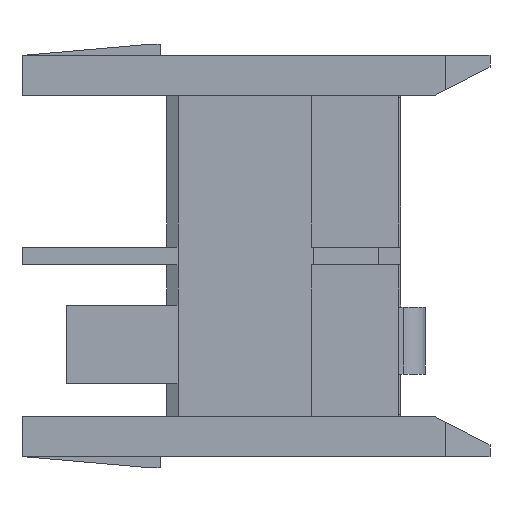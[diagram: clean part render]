
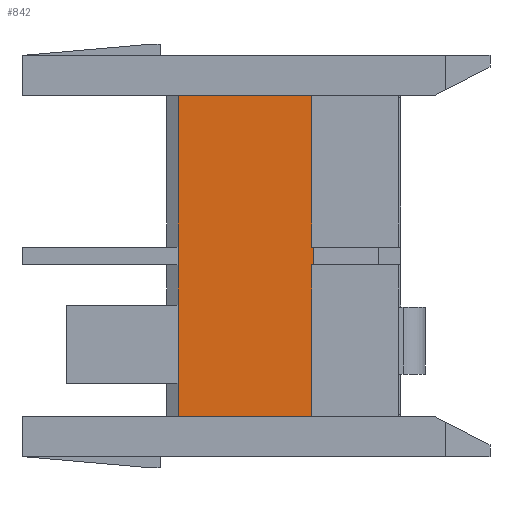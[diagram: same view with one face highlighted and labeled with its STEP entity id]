
A CAD part, front view. The second image highlights one B-rep face of the part: STEP entity #842.
In plain terms, the highlighted planar face has unit normal (0, -1, 0).
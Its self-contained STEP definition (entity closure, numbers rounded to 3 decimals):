
#86 = CARTESIAN_POINT ( 'NONE',  ( 17., 1., 1.8 ) ) ;
#87 = DIRECTION ( 'NONE',  ( 1., 0., 0. ) ) ;
#212 = CARTESIAN_POINT ( 'NONE',  ( 11., 1., 9.4 ) ) ;
#213 = CARTESIAN_POINT ( 'NONE',  ( 11.1, 1., 9.4 ) ) ;
#224 = CARTESIAN_POINT ( 'NONE',  ( 11.1, 1., 8.6 ) ) ;
#225 = CARTESIAN_POINT ( 'NONE',  ( 11., 1., 8.6 ) ) ;
#243 = CARTESIAN_POINT ( 'NONE',  ( 17., 1., 16.2 ) ) ;
#244 = DIRECTION ( 'NONE',  ( -1., 0., 0. ) ) ;
#545 = EDGE_CURVE ( 'NONE', #3893, #3894, #1290, .T. ) ;
#559 = EDGE_CURVE ( 'NONE', #3894, #3905, #1318, .T. ) ;
#563 = EDGE_CURVE ( 'NONE', #3905, #3906, #1326, .T. ) ;
#568 = EDGE_CURVE ( 'NONE', #3016, #3893, #1293, .T. ) ;
#569 = EDGE_CURVE ( 'NONE', #3021, #2902, #1307, .T. ) ;
#572 = EDGE_CURVE ( 'NONE', #3906, #2900, #1337, .T. ) ;
#842 = ADVANCED_FACE ( 'NONE', ( #1513 ), #2308, .F. ) ;
#1169 = EDGE_LOOP ( 'NONE', ( #3308, #3309, #3310, #3311, #3312, #3313, #3314, #3315, #3316, #3317 ) ) ;
#1290 = LINE ( 'NONE', #1817, #1291 ) ;
#1291 = VECTOR ( 'NONE', #1818, 1000. ) ;
#1293 = LINE ( 'NONE', #1855, #1336 ) ;
#1307 = LINE ( 'NONE', #1863, #1338 ) ;
#1318 = LINE ( 'NONE', #1845, #1319 ) ;
#1319 = VECTOR ( 'NONE', #1846, 1000. ) ;
#1326 = LINE ( 'NONE', #1853, #1327 ) ;
#1327 = VECTOR ( 'NONE', #1854, 1000. ) ;
#1336 = VECTOR ( 'NONE', #1864, 1000. ) ;
#1337 = LINE ( 'NONE', #1867, #1344 ) ;
#1338 = VECTOR ( 'NONE', #1866, 1000. ) ;
#1344 = VECTOR ( 'NONE', #1872, 1000. ) ;
#1513 = FACE_OUTER_BOUND ( 'NONE', #1169, .T. ) ;
#1817 = CARTESIAN_POINT ( 'NONE',  ( 14.9, 1., 9.4 ) ) ;
#1818 = DIRECTION ( 'NONE',  ( 1., 0., 0. ) ) ;
#1845 = CARTESIAN_POINT ( 'NONE',  ( 11.1, 1., 16.611 ) ) ;
#1846 = DIRECTION ( 'NONE',  ( 0., 0., -1. ) ) ;
#1853 = CARTESIAN_POINT ( 'NONE',  ( 14.9, 1., 8.6 ) ) ;
#1854 = DIRECTION ( 'NONE',  ( -1., 0., 0. ) ) ;
#1855 = CARTESIAN_POINT ( 'NONE',  ( 11., 1., 9.4 ) ) ;
#1863 = CARTESIAN_POINT ( 'NONE',  ( 5., 1., 9.4 ) ) ;
#1864 = DIRECTION ( 'NONE',  ( 0., 0., -1. ) ) ;
#1866 = DIRECTION ( 'NONE',  ( 0., 0., 1. ) ) ;
#1867 = CARTESIAN_POINT ( 'NONE',  ( 11., 1., 8.6 ) ) ;
#1872 = DIRECTION ( 'NONE',  ( 0., 0., -1. ) ) ;
#2303 = CARTESIAN_POINT ( 'NONE',  ( 17., 1., 1.8 ) ) ;
#2308 = PLANE ( 'NONE',  #4396 ) ;
#2313 = DIRECTION ( 'NONE',  ( 0., 1., 0. ) ) ;
#2314 = DIRECTION ( 'NONE',  ( 0., 0., 1. ) ) ;
#2602 = CARTESIAN_POINT ( 'NONE',  ( 11., 1., 1.8 ) ) ;
#2604 = CARTESIAN_POINT ( 'NONE',  ( 5., 1., 9.4 ) ) ;
#2717 = CARTESIAN_POINT ( 'NONE',  ( 5., 1., 16.2 ) ) ;
#2718 = CARTESIAN_POINT ( 'NONE',  ( 11., 1., 16.2 ) ) ;
#2722 = CARTESIAN_POINT ( 'NONE',  ( 5., 1., 1.8 ) ) ;
#2723 = CARTESIAN_POINT ( 'NONE',  ( 5., 1., 8.6 ) ) ;
#2788 = CARTESIAN_POINT ( 'NONE',  ( 5., 1., 9.4 ) ) ;
#2793 = DIRECTION ( 'NONE',  ( 0., 0., 1. ) ) ;
#2802 = CARTESIAN_POINT ( 'NONE',  ( 5., 1., 1.8 ) ) ;
#2807 = DIRECTION ( 'NONE',  ( 0., 0., 1. ) ) ;
#2900 = VERTEX_POINT ( 'NONE', #2602 ) ;
#2902 = VERTEX_POINT ( 'NONE', #2604 ) ;
#3015 = VERTEX_POINT ( 'NONE', #2717 ) ;
#3016 = VERTEX_POINT ( 'NONE', #2718 ) ;
#3020 = VERTEX_POINT ( 'NONE', #2722 ) ;
#3021 = VERTEX_POINT ( 'NONE', #2723 ) ;
#3059 = EDGE_CURVE ( 'NONE', #2902, #3015, #3923, .T. ) ;
#3308 = ORIENTED_EDGE ( 'NONE', *, *, #572, .F. ) ;
#3309 = ORIENTED_EDGE ( 'NONE', *, *, #563, .F. ) ;
#3310 = ORIENTED_EDGE ( 'NONE', *, *, #559, .F. ) ;
#3311 = ORIENTED_EDGE ( 'NONE', *, *, #545, .F. ) ;
#3312 = ORIENTED_EDGE ( 'NONE', *, *, #568, .F. ) ;
#3313 = ORIENTED_EDGE ( 'NONE', *, *, #4256, .T. ) ;
#3314 = ORIENTED_EDGE ( 'NONE', *, *, #3059, .F. ) ;
#3315 = ORIENTED_EDGE ( 'NONE', *, *, #569, .F. ) ;
#3316 = ORIENTED_EDGE ( 'NONE', *, *, #3751, .F. ) ;
#3317 = ORIENTED_EDGE ( 'NONE', *, *, #3808, .T. ) ;
#3751 = EDGE_CURVE ( 'NONE', #3020, #3021, #3983, .T. ) ;
#3808 = EDGE_CURVE ( 'NONE', #3020, #2900, #4102, .T. ) ;
#3893 = VERTEX_POINT ( 'NONE', #212 ) ;
#3894 = VERTEX_POINT ( 'NONE', #213 ) ;
#3905 = VERTEX_POINT ( 'NONE', #224 ) ;
#3906 = VERTEX_POINT ( 'NONE', #225 ) ;
#3923 = LINE ( 'NONE', #2788, #3976 ) ;
#3976 = VECTOR ( 'NONE', #2793, 1000. ) ;
#3983 = LINE ( 'NONE', #2802, #3990 ) ;
#3990 = VECTOR ( 'NONE', #2807, 1000. ) ;
#4102 = LINE ( 'NONE', #86, #4103 ) ;
#4103 = VECTOR ( 'NONE', #87, 1000. ) ;
#4193 = LINE ( 'NONE', #243, #4194 ) ;
#4194 = VECTOR ( 'NONE', #244, 1000. ) ;
#4256 = EDGE_CURVE ( 'NONE', #3016, #3015, #4193, .T. ) ;
#4396 = AXIS2_PLACEMENT_3D ( 'NONE', #2303, #2313, #2314 ) ;
